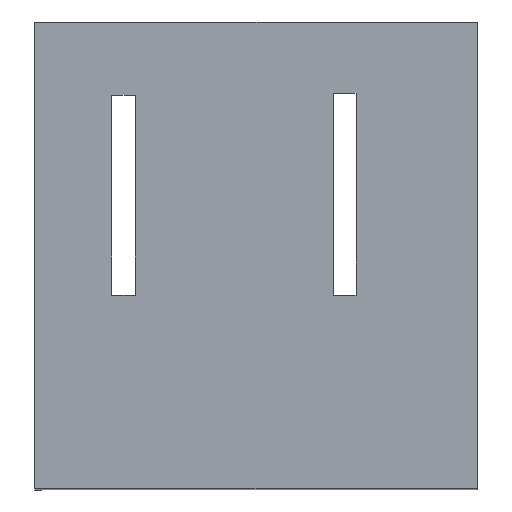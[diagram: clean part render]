
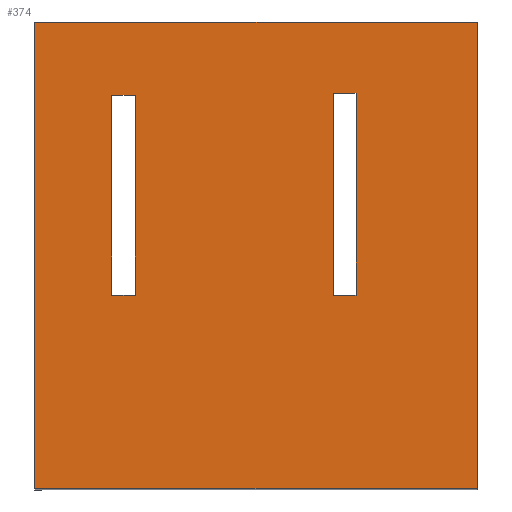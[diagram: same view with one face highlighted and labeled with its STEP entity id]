
A CAD part, top view. The second image highlights one B-rep face of the part: STEP entity #374.
In plain terms, the highlighted planar face has unit normal (0, 0, 1).
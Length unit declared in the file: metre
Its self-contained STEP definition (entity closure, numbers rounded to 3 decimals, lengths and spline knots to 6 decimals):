
#27=LINE('',#558,#75);
#28=LINE('',#561,#76);
#29=LINE('',#563,#77);
#30=LINE('',#565,#78);
#31=LINE('',#566,#79);
#32=LINE('',#569,#80);
#33=LINE('',#571,#81);
#34=LINE('',#573,#82);
#35=LINE('',#574,#83);
#36=LINE('',#577,#84);
#37=LINE('',#579,#85);
#38=LINE('',#581,#86);
#75=VECTOR('',#449,1.);
#76=VECTOR('',#450,1.);
#77=VECTOR('',#451,1.);
#78=VECTOR('',#452,1.);
#79=VECTOR('',#453,1.);
#80=VECTOR('',#454,1.);
#81=VECTOR('',#455,1.);
#82=VECTOR('',#456,1.);
#83=VECTOR('',#457,1.);
#84=VECTOR('',#458,1.);
#85=VECTOR('',#459,1.);
#86=VECTOR('',#460,1.);
#126=ORIENTED_EDGE('',*,*,#224,.F.);
#127=ORIENTED_EDGE('',*,*,#225,.F.);
#128=ORIENTED_EDGE('',*,*,#226,.T.);
#129=ORIENTED_EDGE('',*,*,#227,.T.);
#130=ORIENTED_EDGE('',*,*,#228,.F.);
#131=ORIENTED_EDGE('',*,*,#229,.F.);
#132=ORIENTED_EDGE('',*,*,#230,.T.);
#133=ORIENTED_EDGE('',*,*,#231,.T.);
#134=ORIENTED_EDGE('',*,*,#232,.T.);
#135=ORIENTED_EDGE('',*,*,#233,.F.);
#136=ORIENTED_EDGE('',*,*,#234,.F.);
#137=ORIENTED_EDGE('',*,*,#235,.T.);
#224=EDGE_CURVE('',#272,#273,#27,.T.);
#225=EDGE_CURVE('',#274,#272,#28,.T.);
#226=EDGE_CURVE('',#274,#275,#29,.T.);
#227=EDGE_CURVE('',#275,#273,#30,.T.);
#228=EDGE_CURVE('',#276,#277,#31,.T.);
#229=EDGE_CURVE('',#278,#276,#32,.T.);
#230=EDGE_CURVE('',#278,#279,#33,.T.);
#231=EDGE_CURVE('',#279,#277,#34,.T.);
#232=EDGE_CURVE('',#280,#281,#35,.T.);
#233=EDGE_CURVE('',#282,#281,#36,.T.);
#234=EDGE_CURVE('',#283,#282,#37,.T.);
#235=EDGE_CURVE('',#283,#280,#38,.T.);
#272=VERTEX_POINT('',#559);
#273=VERTEX_POINT('',#560);
#274=VERTEX_POINT('',#562);
#275=VERTEX_POINT('',#564);
#276=VERTEX_POINT('',#567);
#277=VERTEX_POINT('',#568);
#278=VERTEX_POINT('',#570);
#279=VERTEX_POINT('',#572);
#280=VERTEX_POINT('',#575);
#281=VERTEX_POINT('',#576);
#282=VERTEX_POINT('',#578);
#283=VERTEX_POINT('',#580);
#300=EDGE_LOOP('',(#126,#127,#128,#129));
#301=EDGE_LOOP('',(#130,#131,#132,#133));
#302=EDGE_LOOP('',(#134,#135,#136,#137));
#328=FACE_BOUND('',#300,.T.);
#329=FACE_BOUND('',#301,.T.);
#330=FACE_BOUND('',#302,.T.);
#354=PLANE('',#408);
#374=ADVANCED_FACE('',(#328,#329,#330),#354,.F.);
#408=AXIS2_PLACEMENT_3D('',#557,#447,#448);
#447=DIRECTION('',(0.,0.,-1.));
#448=DIRECTION('',(0.,1.,0.));
#449=DIRECTION('',(1.,0.,0.));
#450=DIRECTION('',(0.,-1.,0.));
#451=DIRECTION('',(1.,0.,0.));
#452=DIRECTION('',(0.,-1.,0.));
#453=DIRECTION('',(1.,0.,0.));
#454=DIRECTION('',(0.,-1.,0.));
#455=DIRECTION('',(1.,0.,0.));
#456=DIRECTION('',(0.,-1.,0.));
#457=DIRECTION('',(-1.,0.,0.));
#458=DIRECTION('',(0.,1.,0.));
#459=DIRECTION('',(-1.,0.,0.));
#460=DIRECTION('',(0.,1.,0.));
#557=CARTESIAN_POINT('',(-0.00059,-0.009986,0.));
#558=CARTESIAN_POINT('',(-0.004845,-0.003773,0.));
#559=CARTESIAN_POINT('',(-0.005225,-0.003773,0.));
#560=CARTESIAN_POINT('',(-0.004466,-0.003773,0.));
#561=CARTESIAN_POINT('',(-0.005225,-0.003681,0.));
#562=CARTESIAN_POINT('',(-0.005225,0.002643,0.));
#563=CARTESIAN_POINT('',(-0.004845,0.002643,0.));
#564=CARTESIAN_POINT('',(-0.004466,0.002643,0.));
#565=CARTESIAN_POINT('',(-0.004466,-0.003658,0.));
#566=CARTESIAN_POINT('',(0.002253,-0.003773,0.));
#567=CARTESIAN_POINT('',(0.001884,-0.003773,0.));
#568=CARTESIAN_POINT('',(0.002622,-0.003773,0.));
#569=CARTESIAN_POINT('',(0.001884,-0.002355,0.));
#570=CARTESIAN_POINT('',(0.001884,0.002712,0.));
#571=CARTESIAN_POINT('',(0.002253,0.002712,0.));
#572=CARTESIAN_POINT('',(0.002622,0.002712,0.));
#573=CARTESIAN_POINT('',(0.002622,-0.002355,0.));
#574=CARTESIAN_POINT('',(-0.00059,0.005,0.));
#575=CARTESIAN_POINT('',(0.006522,0.005,0.));
#576=CARTESIAN_POINT('',(-0.007702,0.005,0.));
#577=CARTESIAN_POINT('',(-0.007702,-0.009986,0.));
#578=CARTESIAN_POINT('',(-0.007702,-0.009986,0.));
#579=CARTESIAN_POINT('',(-0.00059,-0.009986,0.));
#580=CARTESIAN_POINT('',(0.006522,-0.009986,0.));
#581=CARTESIAN_POINT('',(0.006522,-0.009986,0.));
